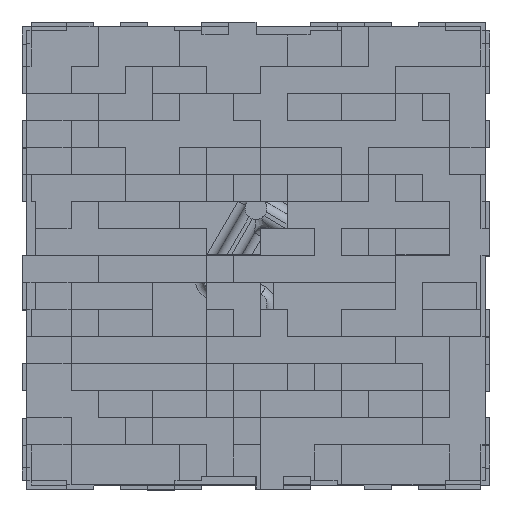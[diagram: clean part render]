
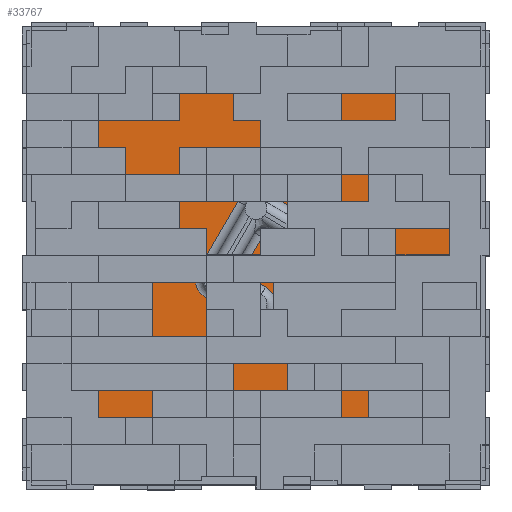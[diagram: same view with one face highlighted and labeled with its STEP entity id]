
A CAD part, top view. The second image highlights one B-rep face of the part: STEP entity #33767.
In plain terms, the highlighted planar face has unit normal (0, 0, 1).
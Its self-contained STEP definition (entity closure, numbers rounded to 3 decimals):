
#85=CIRCLE('',#35488,0.5);
#89=CIRCLE('',#35496,0.5);
#90=CIRCLE('',#35497,4.5);
#91=CIRCLE('',#35498,2.);
#92=CIRCLE('',#35499,2.);
#93=CIRCLE('',#35500,2.);
#94=CIRCLE('',#35501,2.);
#95=CIRCLE('',#35502,4.5);
#96=CIRCLE('',#35503,4.5);
#97=CIRCLE('',#35504,4.5);
#98=CIRCLE('',#35505,4.5);
#1778=FACE_OUTER_BOUND('',#3541,.T.);
#3541=EDGE_LOOP('',(#29685,#29686,#29687,#29688,#29689,#29690,#29691,#29692,
#29693,#29694,#29695,#29696,#29697,#29698,#29699,#29700,#29701,#29702,#29703,
#29704,#29705,#29706,#29707,#29708,#29709,#29710));
#8078=LINE('',#52680,#12792);
#8079=LINE('',#52684,#12793);
#8080=LINE('',#52688,#12794);
#8081=LINE('',#52690,#12795);
#8082=LINE('',#52692,#12796);
#8083=LINE('',#52696,#12797);
#8084=LINE('',#52700,#12798);
#8085=LINE('',#52704,#12799);
#8086=LINE('',#52708,#12800);
#8087=LINE('',#52710,#12801);
#8088=LINE('',#52712,#12802);
#8089=LINE('',#52716,#12803);
#8090=LINE('',#52720,#12804);
#8091=LINE('',#52724,#12805);
#8092=LINE('',#52727,#12806);
#12792=VECTOR('',#43201,10.);
#12793=VECTOR('',#43204,10.);
#12794=VECTOR('',#43207,10.);
#12795=VECTOR('',#43208,10.);
#12796=VECTOR('',#43209,10.);
#12797=VECTOR('',#43212,10.);
#12798=VECTOR('',#43215,10.);
#12799=VECTOR('',#43218,10.);
#12800=VECTOR('',#43221,10.);
#12801=VECTOR('',#43222,10.);
#12802=VECTOR('',#43223,10.);
#12803=VECTOR('',#43226,10.);
#12804=VECTOR('',#43229,10.);
#12805=VECTOR('',#43232,10.);
#12806=VECTOR('',#43235,10.);
#15844=VERTEX_POINT('',#52618);
#15845=VERTEX_POINT('',#52620);
#15851=VERTEX_POINT('',#52679);
#15852=VERTEX_POINT('',#52681);
#15853=VERTEX_POINT('',#52683);
#15854=VERTEX_POINT('',#52685);
#15855=VERTEX_POINT('',#52687);
#15856=VERTEX_POINT('',#52689);
#15857=VERTEX_POINT('',#52691);
#15858=VERTEX_POINT('',#52693);
#15859=VERTEX_POINT('',#52695);
#15860=VERTEX_POINT('',#52697);
#15861=VERTEX_POINT('',#52699);
#15862=VERTEX_POINT('',#52701);
#15863=VERTEX_POINT('',#52703);
#15864=VERTEX_POINT('',#52705);
#15865=VERTEX_POINT('',#52707);
#15866=VERTEX_POINT('',#52709);
#15867=VERTEX_POINT('',#52711);
#15868=VERTEX_POINT('',#52713);
#15869=VERTEX_POINT('',#52715);
#15870=VERTEX_POINT('',#52717);
#15871=VERTEX_POINT('',#52719);
#15872=VERTEX_POINT('',#52721);
#15873=VERTEX_POINT('',#52723);
#15874=VERTEX_POINT('',#52725);
#20496=EDGE_CURVE('',#15844,#15845,#85,.T.);
#20505=EDGE_CURVE('',#15851,#15844,#8078,.T.);
#20506=EDGE_CURVE('',#15852,#15851,#89,.T.);
#20507=EDGE_CURVE('',#15853,#15852,#8079,.T.);
#20508=EDGE_CURVE('',#15854,#15853,#90,.T.);
#20509=EDGE_CURVE('',#15854,#15855,#8080,.T.);
#20510=EDGE_CURVE('',#15855,#15856,#8081,.T.);
#20511=EDGE_CURVE('',#15857,#15856,#8082,.T.);
#20512=EDGE_CURVE('',#15857,#15858,#91,.T.);
#20513=EDGE_CURVE('',#15859,#15858,#8083,.T.);
#20514=EDGE_CURVE('',#15859,#15860,#92,.T.);
#20515=EDGE_CURVE('',#15861,#15860,#8084,.T.);
#20516=EDGE_CURVE('',#15861,#15862,#93,.T.);
#20517=EDGE_CURVE('',#15863,#15862,#8085,.T.);
#20518=EDGE_CURVE('',#15863,#15864,#94,.T.);
#20519=EDGE_CURVE('',#15865,#15864,#8086,.T.);
#20520=EDGE_CURVE('',#15865,#15866,#8087,.T.);
#20521=EDGE_CURVE('',#15866,#15867,#8088,.T.);
#20522=EDGE_CURVE('',#15868,#15867,#95,.T.);
#20523=EDGE_CURVE('',#15869,#15868,#8089,.T.);
#20524=EDGE_CURVE('',#15870,#15869,#96,.T.);
#20525=EDGE_CURVE('',#15871,#15870,#8090,.T.);
#20526=EDGE_CURVE('',#15872,#15871,#97,.T.);
#20527=EDGE_CURVE('',#15873,#15872,#8091,.T.);
#20528=EDGE_CURVE('',#15874,#15873,#98,.T.);
#20529=EDGE_CURVE('',#15845,#15874,#8092,.T.);
#29685=ORIENTED_EDGE('',*,*,#20496,.F.);
#29686=ORIENTED_EDGE('',*,*,#20505,.F.);
#29687=ORIENTED_EDGE('',*,*,#20506,.F.);
#29688=ORIENTED_EDGE('',*,*,#20507,.F.);
#29689=ORIENTED_EDGE('',*,*,#20508,.F.);
#29690=ORIENTED_EDGE('',*,*,#20509,.T.);
#29691=ORIENTED_EDGE('',*,*,#20510,.T.);
#29692=ORIENTED_EDGE('',*,*,#20511,.F.);
#29693=ORIENTED_EDGE('',*,*,#20512,.T.);
#29694=ORIENTED_EDGE('',*,*,#20513,.F.);
#29695=ORIENTED_EDGE('',*,*,#20514,.T.);
#29696=ORIENTED_EDGE('',*,*,#20515,.F.);
#29697=ORIENTED_EDGE('',*,*,#20516,.T.);
#29698=ORIENTED_EDGE('',*,*,#20517,.F.);
#29699=ORIENTED_EDGE('',*,*,#20518,.T.);
#29700=ORIENTED_EDGE('',*,*,#20519,.F.);
#29701=ORIENTED_EDGE('',*,*,#20520,.T.);
#29702=ORIENTED_EDGE('',*,*,#20521,.T.);
#29703=ORIENTED_EDGE('',*,*,#20522,.F.);
#29704=ORIENTED_EDGE('',*,*,#20523,.F.);
#29705=ORIENTED_EDGE('',*,*,#20524,.F.);
#29706=ORIENTED_EDGE('',*,*,#20525,.F.);
#29707=ORIENTED_EDGE('',*,*,#20526,.F.);
#29708=ORIENTED_EDGE('',*,*,#20527,.F.);
#29709=ORIENTED_EDGE('',*,*,#20528,.F.);
#29710=ORIENTED_EDGE('',*,*,#20529,.F.);
#32096=PLANE('',#35495);
#33767=ADVANCED_FACE('',(#1778),#32096,.F.);
#35488=AXIS2_PLACEMENT_3D('',#52621,#43183,#43184);
#35495=AXIS2_PLACEMENT_3D('',#52678,#43199,#43200);
#35496=AXIS2_PLACEMENT_3D('',#52682,#43202,#43203);
#35497=AXIS2_PLACEMENT_3D('',#52686,#43205,#43206);
#35498=AXIS2_PLACEMENT_3D('',#52694,#43210,#43211);
#35499=AXIS2_PLACEMENT_3D('',#52698,#43213,#43214);
#35500=AXIS2_PLACEMENT_3D('',#52702,#43216,#43217);
#35501=AXIS2_PLACEMENT_3D('',#52706,#43219,#43220);
#35502=AXIS2_PLACEMENT_3D('',#52714,#43224,#43225);
#35503=AXIS2_PLACEMENT_3D('',#52718,#43227,#43228);
#35504=AXIS2_PLACEMENT_3D('',#52722,#43230,#43231);
#35505=AXIS2_PLACEMENT_3D('',#52726,#43233,#43234);
#43183=DIRECTION('center_axis',(0.,0.,-1.));
#43184=DIRECTION('ref_axis',(-0.259,0.966,0.));
#43199=DIRECTION('center_axis',(0.,0.,-1.));
#43200=DIRECTION('ref_axis',(-1.,0.,0.));
#43201=DIRECTION('',(0.5,0.866,0.));
#43202=DIRECTION('center_axis',(0.,0.,-1.));
#43203=DIRECTION('ref_axis',(-0.966,-0.259,0.));
#43204=DIRECTION('',(-0.866,0.5,0.));
#43205=DIRECTION('center_axis',(0.,0.,1.));
#43206=DIRECTION('ref_axis',(0.85,-0.526,0.));
#43207=DIRECTION('',(0.,1.,0.));
#43208=DIRECTION('',(1.,0.,0.));
#43209=DIRECTION('',(0.,-1.,0.));
#43210=DIRECTION('center_axis',(0.,0.,1.));
#43211=DIRECTION('ref_axis',(0.707,0.707,0.));
#43212=DIRECTION('',(1.,0.,0.));
#43213=DIRECTION('center_axis',(0.,0.,1.));
#43214=DIRECTION('ref_axis',(-0.707,0.707,0.));
#43215=DIRECTION('',(0.,1.,0.));
#43216=DIRECTION('center_axis',(0.,0.,1.));
#43217=DIRECTION('ref_axis',(-0.707,-0.707,0.));
#43218=DIRECTION('',(-1.,0.,0.));
#43219=DIRECTION('center_axis',(0.,0.,1.));
#43220=DIRECTION('ref_axis',(0.707,-0.707,0.));
#43221=DIRECTION('',(0.,-1.,0.));
#43222=DIRECTION('',(-1.,0.,0.));
#43223=DIRECTION('',(0.,1.,0.));
#43224=DIRECTION('center_axis',(0.,0.,1.));
#43225=DIRECTION('ref_axis',(0.85,-0.526,0.));
#43226=DIRECTION('',(0.864,-0.503,0.));
#43227=DIRECTION('center_axis',(0.,0.,1.));
#43228=DIRECTION('ref_axis',(-0.944,-0.331,0.));
#43229=DIRECTION('',(-0.502,-0.865,0.));
#43230=DIRECTION('center_axis',(0.,0.,1.));
#43231=DIRECTION('ref_axis',(-0.309,0.951,0.));
#43232=DIRECTION('',(-0.866,0.5,0.));
#43233=DIRECTION('center_axis',(0.,0.,1.));
#43234=DIRECTION('ref_axis',(0.882,-0.471,0.));
#43235=DIRECTION('',(0.866,-0.5,0.));
#52618=CARTESIAN_POINT('',(1.386,4.426,2.));
#52620=CARTESIAN_POINT('',(2.069,4.609,2.));
#52621=CARTESIAN_POINT('Origin',(1.819,4.176,2.));
#52678=CARTESIAN_POINT('Origin',(0.,0.,2.));
#52679=CARTESIAN_POINT('',(-3.141,-3.413,2.));
#52680=CARTESIAN_POINT('',(-2.634,-2.536,2.));
#52681=CARTESIAN_POINT('',(-2.958,-4.096,2.));
#52682=CARTESIAN_POINT('Origin',(-2.708,-3.663,2.));
#52683=CARTESIAN_POINT('',(2.183,-7.065,2.));
#52684=CARTESIAN_POINT('',(-0.157,-5.714,2.));
#52685=CARTESIAN_POINT('',(4.,-8.938,2.));
#52686=CARTESIAN_POINT('Origin',(0.,-11.,2.));
#52687=CARTESIAN_POINT('',(4.,-5.4,2.));
#52688=CARTESIAN_POINT('',(4.,-11.9,2.));
#52689=CARTESIAN_POINT('',(47.5,-5.4,2.));
#52690=CARTESIAN_POINT('',(2.5,-5.4,2.));
#52691=CARTESIAN_POINT('',(47.5,45.5,2.));
#52692=CARTESIAN_POINT('',(47.5,-47.5,2.));
#52693=CARTESIAN_POINT('',(45.5,47.5,2.));
#52694=CARTESIAN_POINT('Origin',(45.5,45.5,2.));
#52695=CARTESIAN_POINT('',(-45.5,47.5,2.));
#52696=CARTESIAN_POINT('',(47.5,47.5,2.));
#52697=CARTESIAN_POINT('',(-47.5,45.5,2.));
#52698=CARTESIAN_POINT('Origin',(-45.5,45.5,2.));
#52699=CARTESIAN_POINT('',(-47.5,-45.5,2.));
#52700=CARTESIAN_POINT('',(-47.5,47.5,2.));
#52701=CARTESIAN_POINT('',(-45.5,-47.5,2.));
#52702=CARTESIAN_POINT('Origin',(-45.5,-45.5,2.));
#52703=CARTESIAN_POINT('',(45.5,-47.5,2.));
#52704=CARTESIAN_POINT('',(-47.5,-47.5,2.));
#52705=CARTESIAN_POINT('',(47.5,-45.5,2.));
#52706=CARTESIAN_POINT('Origin',(45.5,-45.5,2.));
#52707=CARTESIAN_POINT('',(47.5,-24.3,2.));
#52708=CARTESIAN_POINT('',(47.5,-47.5,2.));
#52709=CARTESIAN_POINT('',(4.,-24.3,2.));
#52710=CARTESIAN_POINT('',(24.35,-24.3,2.));
#52711=CARTESIAN_POINT('',(4.,-13.062,2.));
#52712=CARTESIAN_POINT('',(4.,-11.9,2.));
#52713=CARTESIAN_POINT('',(-2.492,-14.747,2.));
#52714=CARTESIAN_POINT('Origin',(0.,-11.,2.));
#52715=CARTESIAN_POINT('',(-11.205,-9.675,2.));
#52716=CARTESIAN_POINT('',(-9.196,-10.845,2.));
#52717=CARTESIAN_POINT('',(-13.355,-3.135,2.));
#52718=CARTESIAN_POINT('Origin',(-9.526,-5.5,2.));
#52719=CARTESIAN_POINT('',(-4.178,12.672,2.));
#52720=CARTESIAN_POINT('',(-6.36,8.912,2.));
#52721=CARTESIAN_POINT('',(2.501,14.741,2.));
#52722=CARTESIAN_POINT('Origin',(0.,11.,2.));
#52723=CARTESIAN_POINT('',(11.559,9.515,2.));
#52724=CARTESIAN_POINT('',(9.309,10.813,2.));
#52725=CARTESIAN_POINT('',(7.257,1.614,2.));
#52726=CARTESIAN_POINT('Origin',(9.526,5.5,2.));
#52727=CARTESIAN_POINT('',(1.209,5.106,2.));
